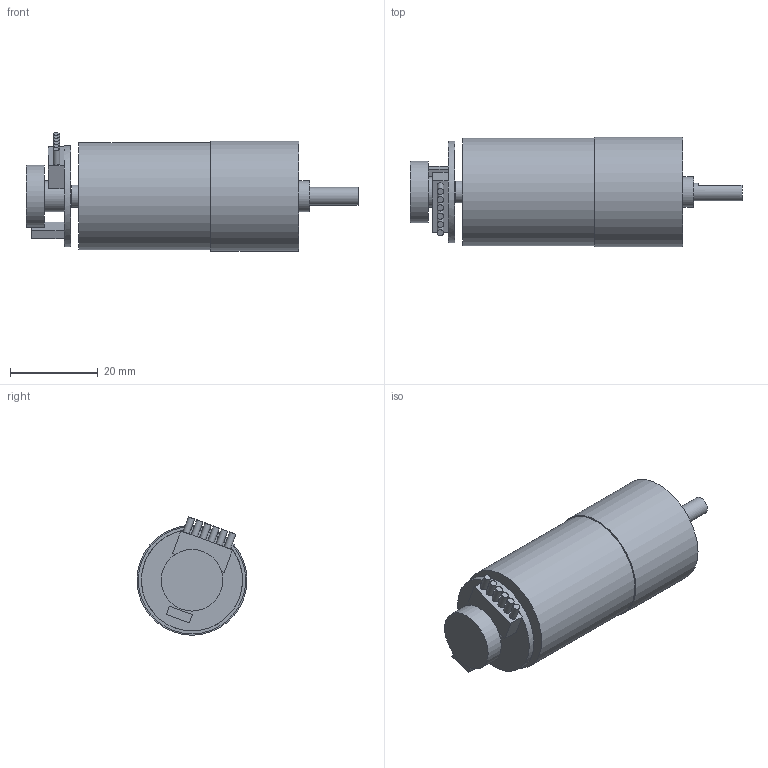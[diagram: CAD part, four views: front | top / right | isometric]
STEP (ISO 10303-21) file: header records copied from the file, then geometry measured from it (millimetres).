
FILE_DESCRIPTION(/* description */ (''),/* implementation_level */ '2;1');
FILE_NAME(/* name */ 'DCmotorr.stp',/* time_stamp */ '2025-11-03T15:16:59+02:00',/* author */ ('ASUS'),/* organization */ (''),/* preprocessor_version */ 'ST-DEVELOPER v20.1',/* originating_system */ 'Autodesk Inventor 2026',/* authorisation */ '');
FILE_SCHEMA (('AUTOMOTIVE_DESIGN { 1 0 10303 214 3 1 1 }'));
Length unit declared in the file: millimetre
Products named in the file (1): micro motor encoder 24V
Bounding box: 75.5 x 25 x 26.92 mm (x, y, z)
Volume: 25884 mm3; surface area: 6895.4 mm2
Topology: 1 solids, 1 shells, 48 faces, 83 edges, 54 vertices
Faces by surface type: plane 31, cylinder 17
Full cylindrical faces by diameter (mm): 1.5 x6, 3 x1, 3.2 x2, 4 x1, 5 x1, 7 x2, 14 x1, 23 x1, 24.4 x1, 25 x1
Entity records: 1356 total; most frequent: DIRECTION 219, CARTESIAN_POINT 186, ORIENTED_EDGE 166, AXIS2_PLACEMENT_3D 87, EDGE_CURVE 83, EDGE_LOOP 65, VERTEX_POINT 54, FACE_OUTER_BOUND 48
